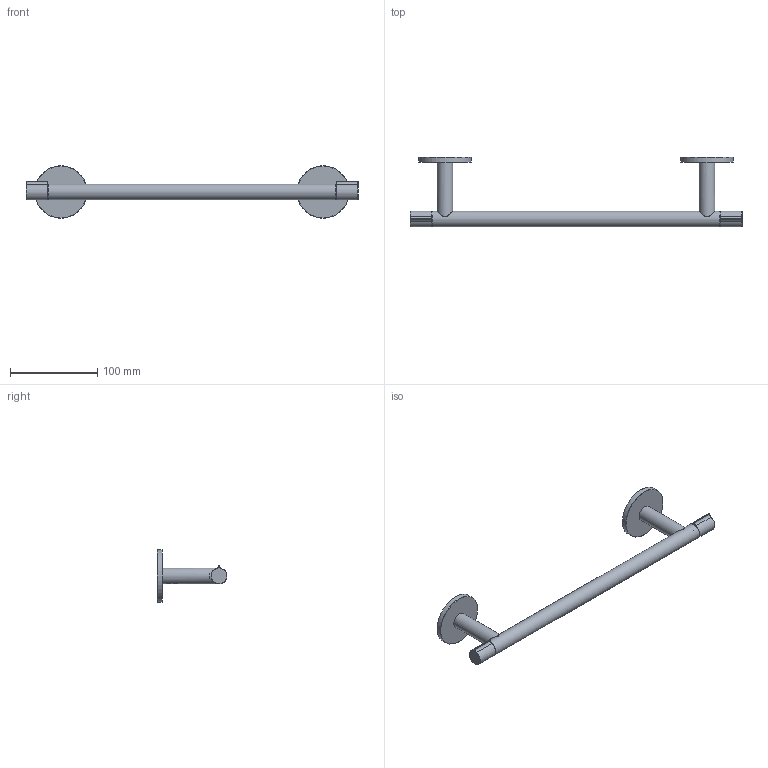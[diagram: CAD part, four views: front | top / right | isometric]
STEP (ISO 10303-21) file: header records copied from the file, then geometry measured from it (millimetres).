
FILE_DESCRIPTION(/* description */ ('Unknown'),/* implementation_level */ '2;1');
FILE_NAME(/* name */ 'GTA06-00',/* time_stamp */ '2026-02-19T10:31:40+01:00',/* author */ ('Unknown'),/* organization */ ('Unknown'),/* preprocessor_version */ 'ST-DEVELOPER v20',/* originating_system */ 'Solid Edge',/* authorisation */ 'Unknown');
FILE_SCHEMA (('AUTOMOTIVE_DESIGN {1 0 10303 214 3 1 1}'));
Length unit declared in the file: millimetre
Products named in the file (11): GTA06-00; GTA01-01; GTA04-001_oa_0; GTA04-04; GTA04-001_oa_1; GTA01-001_oa_2; GRANO5X6P_8; GTA01-001_oa_3; GTA06-001_oa_4; GTA05-02; GTA06-01
Assembly tree (16 placements, depth 3):
  GTA06-00
    GTA01-01  x2
    GTA04-001_oa_0
      GTA04-04
    GTA04-001_oa_1
      GTA04-04
    GTA01-001_oa_2
      GRANO5X6P_8  x2
    GTA01-001_oa_3
      GRANO5X6P_8  x2
    GTA06-001_oa_4
      GTA05-02  x2
      GTA06-01
Bounding box: 380 x 80 x 60 mm (x, y, z)
Volume: 72870.2 mm3; surface area: 67023.4 mm2
Topology: 11 solids, 11 shells, 242 faces, 584 edges, 372 vertices
Faces by surface type: plane 90, cylinder 72, bspline 30, torus 26, cone 24
Full cylindrical faces by diameter (mm): 4.917 x2, 5.25 x4, 10 x2, 11.4 x2, 11.5 x2, 15 x2, 15.5 x4, 16 x1, 18 x3, 45 x2, 60 x2
Entity records: 13538 total; most frequent: CARTESIAN_POINT 11094, DIRECTION 440, ORIENTED_EDGE 426, EDGE_CURVE 213, AXIS2_PLACEMENT_3D 194, FACE_BOUND 163, EDGE_LOOP 162, VERTEX_POINT 152
